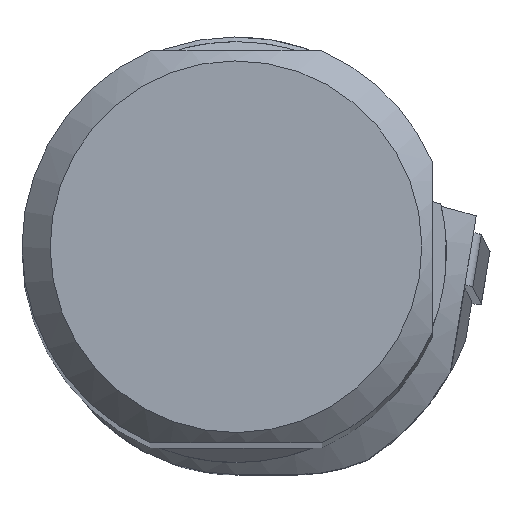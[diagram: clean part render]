
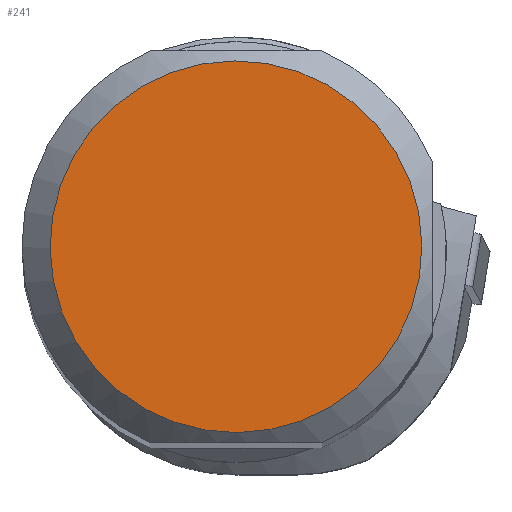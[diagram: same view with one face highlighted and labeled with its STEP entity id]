
A CAD part, top view. The second image highlights one B-rep face of the part: STEP entity #241.
In plain terms, the highlighted planar face has unit normal (0, 0, 1).
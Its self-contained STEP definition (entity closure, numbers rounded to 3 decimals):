
#179=FACE_OUTER_BOUND('',#516,.T.);
#241=ADVANCED_FACE('CU_SU_BP3',(#179),#288,.F.);
#288=PLANE('',#1375);
#516=EDGE_LOOP('',(#761));
#761=ORIENTED_EDGE('',*,*,#1123,.T.);
#981=VERTEX_POINT('',#2162);
#1123=EDGE_CURVE('',#981,#981,#1187,.T.);
#1187=CIRCLE('',#1368,16.539);
#1368=AXIS2_PLACEMENT_3D('',#2161,#1656,#1657);
#1375=AXIS2_PLACEMENT_3D('',#2195,#1672,#1673);
#1656=DIRECTION('',(0.,0.,1.));
#1657=DIRECTION('',(-0.986,0.164,0.));
#1672=DIRECTION('',(0.,0.,-1.));
#1673=DIRECTION('',(-0.986,0.164,0.));
#2161=CARTESIAN_POINT('',(0.,0.,0.));
#2162=CARTESIAN_POINT('',(-16.315,2.716,0.));
#2195=CARTESIAN_POINT('',(-19.039,0.,0.));
